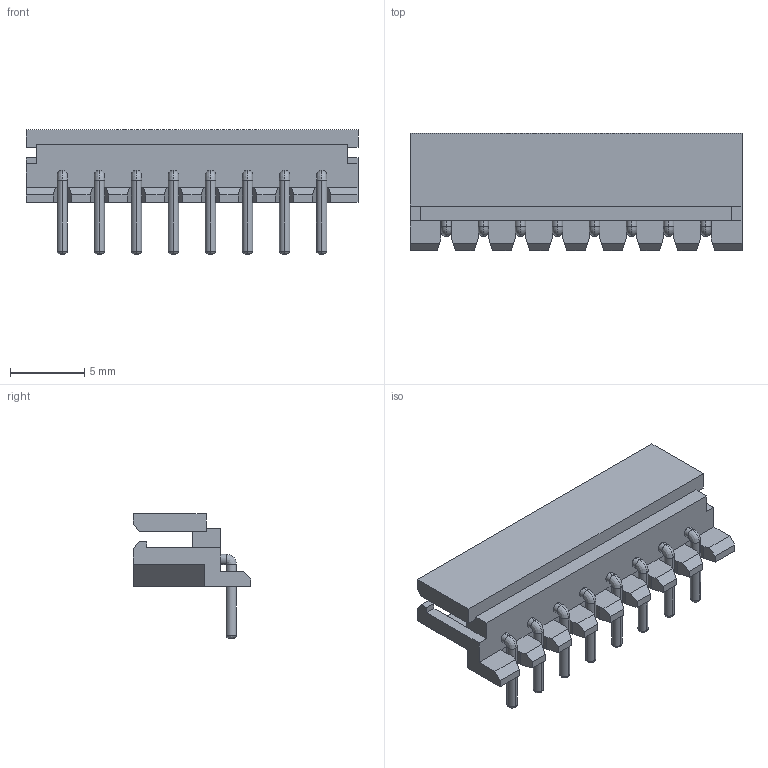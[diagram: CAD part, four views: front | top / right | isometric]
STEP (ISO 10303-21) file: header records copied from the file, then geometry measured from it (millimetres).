
FILE_DESCRIPTION((''),'2;1');
FILE_NAME('022057085','2014-03-21T',('me'),(''),'PRO/ENGINEER BY PARAMETRIC TECHNOLOGY CORPORATION, 2011490','PRO/ENGINEER BY PARAMETRIC TECHNOLOGY CORPORATION, 2011490','');
FILE_SCHEMA(('CONFIG_CONTROL_DESIGN'));
Length unit declared in the file: millimetre
Products named in the file (1): 022057085
Bounding box: 22.4 x 7.9 x 8.4 mm (x, y, z)
Volume: 387.2 mm3; surface area: 986.4 mm2
Topology: 1 solids, 1 shells, 255 faces, 698 edges, 476 vertices
Faces by surface type: plane 159, cylinder 48, bspline 48
Entity records: 8947 total; most frequent: CARTESIAN_POINT 2632, DIRECTION 1314, ORIENTED_EDGE 1270, EDGE_CURVE 635, VECTOR 466, LINE 466, AXIS2_PLACEMENT_3D 424, VERTEX_POINT 398
